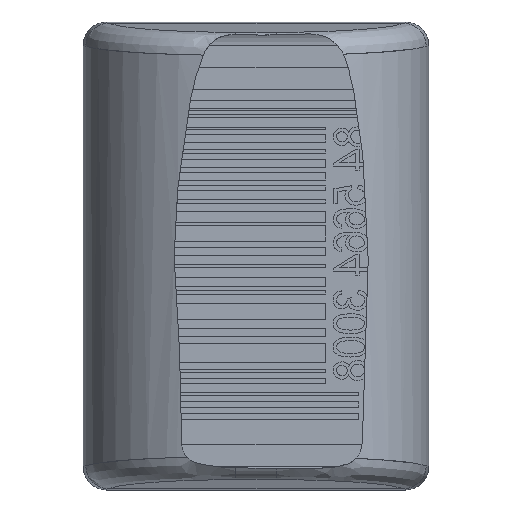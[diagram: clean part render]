
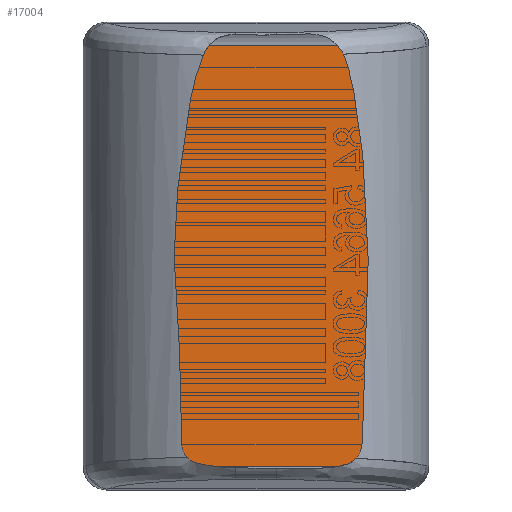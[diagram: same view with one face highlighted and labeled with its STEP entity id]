
A CAD part, left-side view. The second image highlights one B-rep face of the part: STEP entity #17004.
In plain terms, the highlighted planar face has unit normal (-1, 0, 0).
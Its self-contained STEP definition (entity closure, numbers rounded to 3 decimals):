
#248 = CARTESIAN_POINT ( 'NONE',  ( 55., 23.5, 17. ) ) ;
#567 = VERTEX_POINT ( 'NONE', #9458 ) ;
#1498 = CARTESIAN_POINT ( 'NONE',  ( 55., 1.5, -15.5 ) ) ;
#2449 = VECTOR ( 'NONE', #12113, 1000. ) ;
#2725 = DIRECTION ( 'NONE',  ( 0., 0., -1. ) ) ;
#2749 = LINE ( 'NONE', #5589, #2449 ) ;
#3018 = VERTEX_POINT ( 'NONE', #8590 ) ;
#3782 = CARTESIAN_POINT ( 'NONE',  ( 55., 23.5, -15.5 ) ) ;
#4315 = EDGE_CURVE ( 'NONE', #3018, #13775, #8224, .T. ) ;
#5589 = CARTESIAN_POINT ( 'NONE',  ( 55., 25., 15.5 ) ) ;
#5861 = VECTOR ( 'NONE', #11827, 1000. ) ;
#6758 = LINE ( 'NONE', #10704, #5861 ) ;
#6782 = ORIENTED_EDGE ( 'NONE', *, *, #13778, .F. ) ;
#6856 = CARTESIAN_POINT ( 'NONE',  ( 55., 1.5, -17. ) ) ;
#7060 = CARTESIAN_POINT ( 'NONE',  ( 55., 25., -17. ) ) ;
#8224 = LINE ( 'NONE', #6856, #12786 ) ;
#8590 = CARTESIAN_POINT ( 'NONE',  ( 55., 1.5, 15.5 ) ) ;
#8612 = ORIENTED_EDGE ( 'NONE', *, *, #10792, .F. ) ;
#8871 = EDGE_LOOP ( 'NONE', ( #8612, #6782, #13683, #16565 ) ) ;
#9099 = EDGE_CURVE ( 'NONE', #567, #3018, #2749, .T. ) ;
#9458 = CARTESIAN_POINT ( 'NONE',  ( 55., 23.5, 15.5 ) ) ;
#9529 = AXIS2_PLACEMENT_3D ( 'NONE', #7060, #9554, #9635 ) ;
#9554 = DIRECTION ( 'NONE',  ( -1., 0., 0. ) ) ;
#9635 = DIRECTION ( 'NONE',  ( 0., 0., 1. ) ) ;
#10666 = DIRECTION ( 'NONE',  ( 0., 0., 1. ) ) ;
#10704 = CARTESIAN_POINT ( 'NONE',  ( 55., 25., -15.5 ) ) ;
#10792 = EDGE_CURVE ( 'NONE', #11581, #567, #12035, .T. ) ;
#11087 = FACE_OUTER_BOUND ( 'NONE', #8871, .T. ) ;
#11581 = VERTEX_POINT ( 'NONE', #3782 ) ;
#11827 = DIRECTION ( 'NONE',  ( 0., 1., 0. ) ) ;
#12035 = LINE ( 'NONE', #248, #15849 ) ;
#12113 = DIRECTION ( 'NONE',  ( 0., -1., 0. ) ) ;
#12786 = VECTOR ( 'NONE', #2725, 1000. ) ;
#13683 = ORIENTED_EDGE ( 'NONE', *, *, #4315, .F. ) ;
#13775 = VERTEX_POINT ( 'NONE', #1498 ) ;
#13778 = EDGE_CURVE ( 'NONE', #13775, #11581, #6758, .T. ) ;
#15849 = VECTOR ( 'NONE', #10666, 1000. ) ;
#16182 = PLANE ( 'NONE',  #9529 ) ;
#16565 = ORIENTED_EDGE ( 'NONE', *, *, #9099, .F. ) ;
#17004 = ADVANCED_FACE ( 'NONE', ( #11087 ), #16182, .T. ) ;
